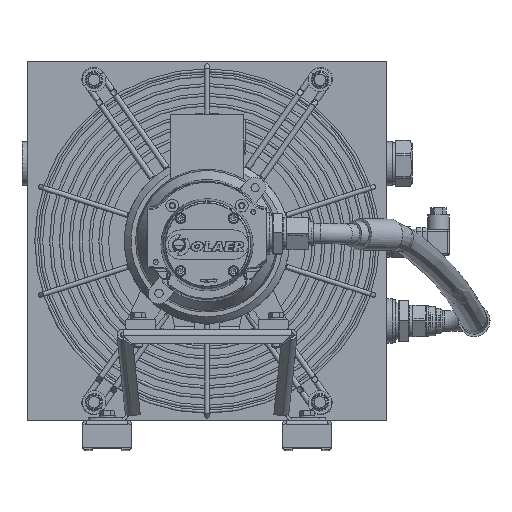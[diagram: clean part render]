
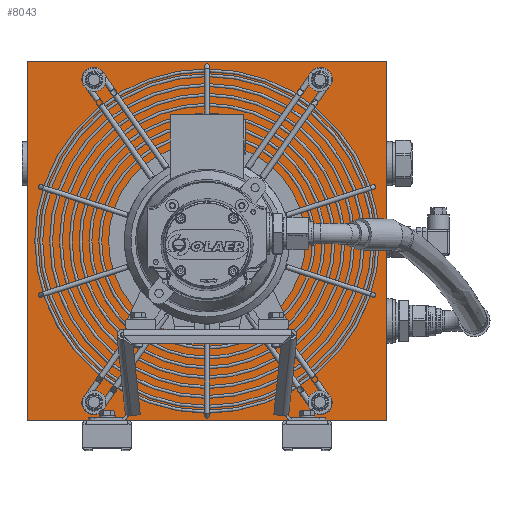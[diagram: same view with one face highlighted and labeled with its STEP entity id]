
A CAD part, top view. The second image highlights one B-rep face of the part: STEP entity #8043.
In plain terms, the highlighted planar face has unit normal (0, 0, 1).
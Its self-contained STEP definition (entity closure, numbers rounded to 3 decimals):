
#8043 = ADVANCED_FACE( '', ( #15695 ), #15696, .T. );
#15695 = FACE_OUTER_BOUND( '', #29486, .T. );
#15696 = PLANE( '', #29487 );
#29486 = EDGE_LOOP( '', ( #46509, #46510, #46511, #46512 ) );
#29487 = AXIS2_PLACEMENT_3D( '', #46513, #46514, #46515 );
#46509 = ORIENTED_EDGE( '', *, *, #51921, .T. );
#46510 = ORIENTED_EDGE( '', *, *, #54217, .T. );
#46511 = ORIENTED_EDGE( '', *, *, #51471, .T. );
#46512 = ORIENTED_EDGE( '', *, *, #57212, .T. );
#46513 = CARTESIAN_POINT( '', ( 0., 0., 55. ) );
#46514 = DIRECTION( '', ( 0., 0., 1. ) );
#46515 = DIRECTION( '', ( 1., 0., 0. ) );
#51471 = EDGE_CURVE( '', #58408, #58413, #58415, .T. );
#51921 = EDGE_CURVE( '', #59208, #59213, #59215, .T. );
#54217 = EDGE_CURVE( '', #59213, #58408, #63013, .T. );
#57212 = EDGE_CURVE( '', #58413, #59208, #67158, .T. );
#58408 = VERTEX_POINT( '', #68499 );
#58413 = VERTEX_POINT( '', #68506 );
#58415 = LINE( '', #68509, #68510 );
#59208 = VERTEX_POINT( '', #70251 );
#59213 = VERTEX_POINT( '', #70258 );
#59215 = LINE( '', #70261, #70262 );
#63013 = LINE( '', #79096, #79097 );
#67158 = LINE( '', #88308, #88309 );
#68499 = CARTESIAN_POINT( '', ( -182.5, 182.5, 55. ) );
#68506 = CARTESIAN_POINT( '', ( -182.5, -182.5, 55. ) );
#68509 = CARTESIAN_POINT( '', ( -182.5, 182.5, 55. ) );
#68510 = VECTOR( '', #90852, 1000. );
#70251 = CARTESIAN_POINT( '', ( 182.5, -182.5, 55. ) );
#70258 = CARTESIAN_POINT( '', ( 182.5, 182.5, 55. ) );
#70261 = CARTESIAN_POINT( '', ( 182.5, -182.5, 55. ) );
#70262 = VECTOR( '', #91303, 1000. );
#79096 = CARTESIAN_POINT( '', ( 182.5, 182.5, 55. ) );
#79097 = VECTOR( '', #93715, 1000. );
#88308 = CARTESIAN_POINT( '', ( -182.5, -182.5, 55. ) );
#88309 = VECTOR( '', #96564, 1000. );
#90852 = DIRECTION( '', ( 0., -1., 0. ) );
#91303 = DIRECTION( '', ( 0., 1., 0. ) );
#93715 = DIRECTION( '', ( -1., 0., 0. ) );
#96564 = DIRECTION( '', ( 1., 0., 0. ) );
